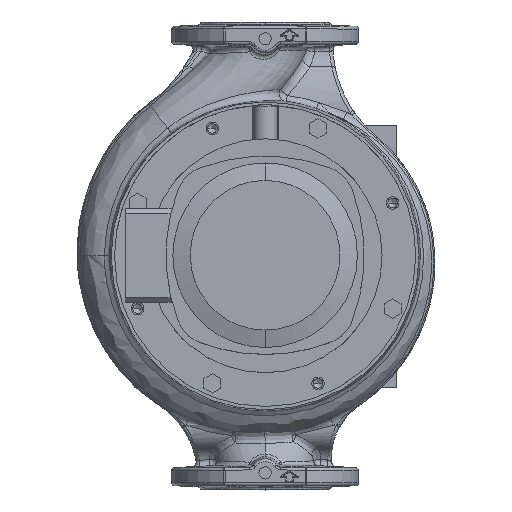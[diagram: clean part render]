
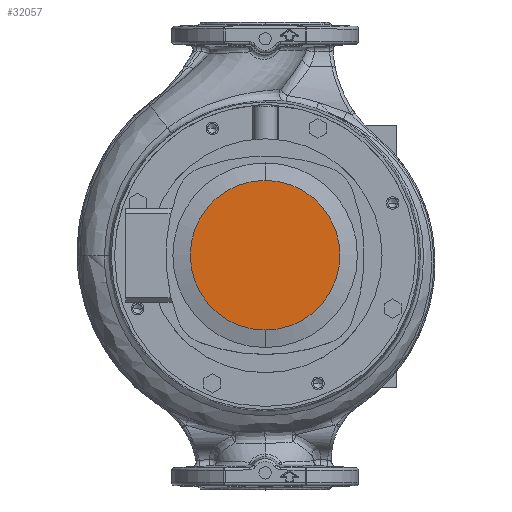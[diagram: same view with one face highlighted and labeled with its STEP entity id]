
A CAD part, top view. The second image highlights one B-rep face of the part: STEP entity #32057.
In plain terms, the highlighted planar face has unit normal (0, 0, 1).
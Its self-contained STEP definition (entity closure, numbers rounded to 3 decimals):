
#23384 = VERTEX_POINT ( 'NONE', #74368 ) ;
#23390 = VERTEX_POINT ( 'NONE', #74371 ) ;
#27831 = CARTESIAN_POINT ( 'NONE',  ( 0., 0., 451.5 ) ) ;
#27832 = DIRECTION ( 'NONE',  ( 0., 0., 1. ) ) ;
#27833 = DIRECTION ( 'NONE',  ( 0., 1., 0. ) ) ;
#29845 = CARTESIAN_POINT ( 'NONE',  ( 0., 0., 451.5 ) ) ;
#29847 = DIRECTION ( 'NONE',  ( 0., 0., 1. ) ) ;
#29849 = DIRECTION ( 'NONE',  ( 0., 1., 0. ) ) ;
#31666 = EDGE_CURVE ( 'NONE', #23390, #23384, #37876, .T. ) ;
#32057 = ADVANCED_FACE ( 'NONE', ( #42424 ), #42425, .F. ) ;
#37876 = CIRCLE ( 'NONE', #37878, 80. ) ;
#37878 = AXIS2_PLACEMENT_3D ( 'NONE', #29845, #29847, #29849 ) ;
#41373 = AXIS2_PLACEMENT_3D ( 'NONE', #42421, #42428, #42429 ) ;
#42421 = CARTESIAN_POINT ( 'NONE',  ( -80., 0., 451.5 ) ) ;
#42424 = FACE_OUTER_BOUND ( 'NONE', #43897, .T. ) ;
#42425 = PLANE ( 'NONE',  #41373 ) ;
#42428 = DIRECTION ( 'NONE',  ( 0., 0., -1. ) ) ;
#42429 = DIRECTION ( 'NONE',  ( 0., -1., 0. ) ) ;
#42883 = CIRCLE ( 'NONE', #42887, 80. ) ;
#42887 = AXIS2_PLACEMENT_3D ( 'NONE', #27831, #27832, #27833 ) ;
#43897 = EDGE_LOOP ( 'NONE', ( #80244, #80245 ) ) ;
#53315 = EDGE_CURVE ( 'NONE', #23384, #23390, #42883, .T. ) ;
#74368 = CARTESIAN_POINT ( 'NONE',  ( 0., 80., 451.5 ) ) ;
#74371 = CARTESIAN_POINT ( 'NONE',  ( 0., -80., 451.5 ) ) ;
#80244 = ORIENTED_EDGE ( 'NONE', *, *, #31666, .T. ) ;
#80245 = ORIENTED_EDGE ( 'NONE', *, *, #53315, .T. ) ;
